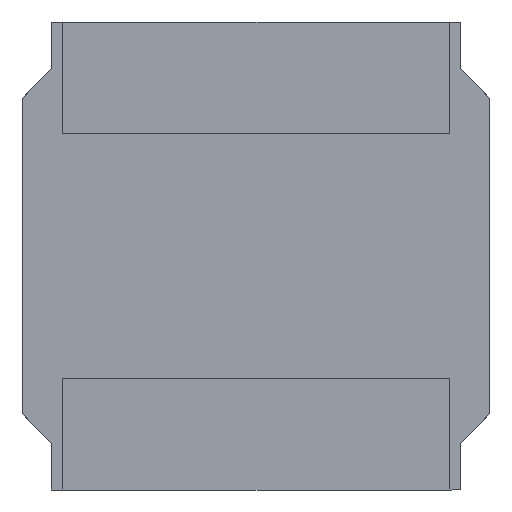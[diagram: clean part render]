
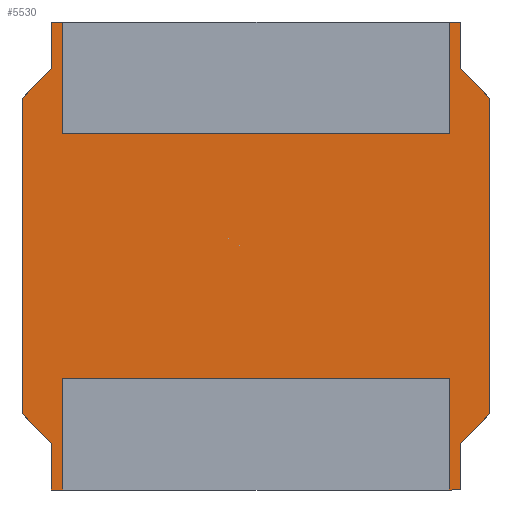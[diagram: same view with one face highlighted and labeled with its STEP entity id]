
A CAD part, front view. The second image highlights one B-rep face of the part: STEP entity #5530.
In plain terms, the highlighted planar face has unit normal (0, -1, 0).
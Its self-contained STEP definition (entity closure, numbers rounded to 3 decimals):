
#146=CARTESIAN_POINT ( 'NONE',  ( 1.65, 0., -2. ) );
#210=DIRECTION ( 'NONE',  ( 0., 0., 1. ) );
#670=LINE ( 'NONE', #671, #4358 );
#671=CARTESIAN_POINT ( 'NONE',  ( -1.75, 0., 2. ) );
#672=DIRECTION ( 'NONE',  ( 1., 0., 0. ) );
#681=LINE ( 'NONE', #682, #4249 );
#682=CARTESIAN_POINT ( 'NONE',  ( 1.75, 0., 2. ) );
#683=DIRECTION ( 'NONE',  ( 0., 0., -1. ) );
#684=LINE ( 'NONE', #685, #1170 );
#685=CARTESIAN_POINT ( 'NONE',  ( -2., 0., -1.35 ) );
#686=LINE ( 'NONE', #687, #4254 );
#687=CARTESIAN_POINT ( 'NONE',  ( -1.75, 0., -1.6 ) );
#688=DIRECTION ( 'NONE',  ( -0.707, 0., 0.707 ) );
#689=LINE ( 'NONE', #690, #4256 );
#690=CARTESIAN_POINT ( 'NONE',  ( -1.75, 0., -2. ) );
#691=DIRECTION ( 'NONE',  ( 0., 0., 1. ) );
#692=LINE ( 'NONE', #690, #4363 );
#693=DIRECTION ( 'NONE',  ( -1., 0., 0. ) );
#694=LINE ( 'NONE', #695, #4273 );
#695=CARTESIAN_POINT ( 'NONE',  ( -1.65, 0., -2. ) );
#696=DIRECTION ( 'NONE',  ( 0., 0., -1. ) );
#852=LINE ( 'NONE', #853, #4362 );
#853=CARTESIAN_POINT ( 'NONE',  ( -1.75, 0., 1.6 ) );
#854=DIRECTION ( 'NONE',  ( 0.707, 0., 0.707 ) );
#855=LINE ( 'NONE', #856, #4275 );
#856=CARTESIAN_POINT ( 'NONE',  ( 1.65, 0., 2. ) );
#857=DIRECTION ( 'NONE',  ( 0., 0., 1. ) );
#858=LINE ( 'NONE', #859, #4272 );
#859=CARTESIAN_POINT ( 'NONE',  ( -1.65, 0., 1.05 ) );
#860=DIRECTION ( 'NONE',  ( 1., 0., 0. ) );
#861=LINE ( 'NONE', #862, #4361 );
#862=CARTESIAN_POINT ( 'NONE',  ( -1.65, 0., 2. ) );
#863=DIRECTION ( 'NONE',  ( 0., 0., -1. ) );
#951=CARTESIAN_POINT ( 'NONE',  ( 1.65, 0., 1.05 ) );
#956=CARTESIAN_POINT ( 'NONE',  ( -1.65, 0., 2. ) );
#962=CARTESIAN_POINT ( 'NONE',  ( 1.65, 0., -1.05 ) );
#1049=CARTESIAN_POINT ( 'NONE',  ( -2., 0., 1.35 ) );
#1052=CARTESIAN_POINT ( 'NONE',  ( 1.75, 0., -1.6 ) );
#1170=VECTOR ( 'NONE', #210, 1000. );
#2111=DIRECTION ( 'NONE',  ( -1., 0., 0. ) );
#2115=DIRECTION ( 'NONE',  ( 0., 0., 1. ) );
#2123=DIRECTION ( 'NONE',  ( 0., -1., 0. ) );
#2124=DIRECTION ( 'NONE',  ( 0., 0., -1. ) );
#2640=ORIENTED_EDGE ( 'NONE', *, *, #3045, .F. );
#2641=ORIENTED_EDGE ( 'NONE', *, *, #3031, .F. );
#2642=ORIENTED_EDGE ( 'NONE', *, *, #3043, .F. );
#2644=ORIENTED_EDGE ( 'NONE', *, *, #3052, .F. );
#2645=ORIENTED_EDGE ( 'NONE', *, *, #3050, .F. );
#2652=ORIENTED_EDGE ( 'NONE', *, *, #3047, .F. );
#2657=ORIENTED_EDGE ( 'NONE', *, *, #3032, .F. );
#2659=ORIENTED_EDGE ( 'NONE', *, *, #3048, .F. );
#2662=ORIENTED_EDGE ( 'NONE', *, *, #3025, .F. );
#3025=EDGE_CURVE ( 'NONE', #4003, #4849, #670, .T. );
#3030=EDGE_CURVE ( 'NONE', #4849, #4015, #681, .T. );
#3031=EDGE_CURVE ( 'NONE', #4008, #4951, #684, .T. );
#3032=EDGE_CURVE ( 'NONE', #4767, #4008, #686, .T. );
#3033=EDGE_CURVE ( 'NONE', #4004, #4767, #689, .T. );
#3034=EDGE_CURVE ( 'NONE', #4949, #4004, #692, .T. );
#3035=EDGE_CURVE ( 'NONE', #4005, #4949, #694, .T. );
#3043=EDGE_CURVE ( 'NONE', #4951, #4965, #852, .T. );
#3045=EDGE_CURVE ( 'NONE', #4739, #4003, #855, .T. );
#3047=EDGE_CURVE ( 'NONE', #4823, #4739, #858, .T. );
#3048=EDGE_CURVE ( 'NONE', #4754, #4823, #861, .T. );
#3050=EDGE_CURVE ( 'NONE', #4032, #4754, #670, .T. );
#3052=EDGE_CURVE ( 'NONE', #4965, #4032, #5349, .T. );
#3053=EDGE_CURVE ( 'NONE', #4015, #3975, #5351, .T. );
#3284=CARTESIAN_POINT ( 'NONE',  ( 2., 0., 1.35 ) );
#3305=CARTESIAN_POINT ( 'NONE',  ( 1.65, 0., 2. ) );
#3306=CARTESIAN_POINT ( 'NONE',  ( -1.65, 0., -1.05 ) );
#3309=CARTESIAN_POINT ( 'NONE',  ( 1.75, 0., 1.6 ) );
#3313=CARTESIAN_POINT ( 'NONE',  ( 1.75, 0., -2. ) );
#3314=CARTESIAN_POINT ( 'NONE',  ( 2., 0., -1.35 ) );
#3608=VECTOR ( 'NONE', #5215, 1000. );
#3920=PLANE ( 'NONE',  #5016 );
#3921=CARTESIAN_POINT ( 'NONE',  ( 0., 0., 0. ) );
#3975=VERTEX_POINT ( 'NONE', #3284 );
#3998=EDGE_LOOP ( 'NONE', ( #5191, #5194, #5184, #5193, #5201, #5189, #5198, #5176, #2662, #2640, #2652, #2659, #2645, #2644, #2642, #2641, #2657, #5181, #5173, #5175 ) );
#4003=VERTEX_POINT ( 'NONE', #3305 );
#4004=VERTEX_POINT ( 'NONE', #690 );
#4005=VERTEX_POINT ( 'NONE', #3306 );
#4008=VERTEX_POINT ( 'NONE', #685 );
#4015=VERTEX_POINT ( 'NONE', #3309 );
#4025=VERTEX_POINT ( 'NONE', #3313 );
#4028=VERTEX_POINT ( 'NONE', #3314 );
#4032=VERTEX_POINT ( 'NONE', #671 );
#4249=VECTOR ( 'NONE', #683, 1000. );
#4251=VECTOR ( 'NONE', #4469, 1000. );
#4254=VECTOR ( 'NONE', #688, 1000. );
#4256=VECTOR ( 'NONE', #691, 1000. );
#4267=VECTOR ( 'NONE', #2111, 1000. );
#4269=VECTOR ( 'NONE', #2115, 1000. );
#4272=VECTOR ( 'NONE', #860, 1000. );
#4273=VECTOR ( 'NONE', #696, 1000. );
#4275=VECTOR ( 'NONE', #857, 1000. );
#4357=VECTOR ( 'NONE', #5213, 1000. );
#4358=VECTOR ( 'NONE', #672, 1000. );
#4360=VECTOR ( 'NONE', #5350, 1000. );
#4361=VECTOR ( 'NONE', #863, 1000. );
#4362=VECTOR ( 'NONE', #854, 1000. );
#4363=VECTOR ( 'NONE', #693, 1000. );
#4365=VECTOR ( 'NONE', #5384, 1000. );
#4469=DIRECTION ( 'NONE',  ( 0.707, 0., -0.707 ) );
#4719=VERTEX_POINT ( 'NONE', #146 );
#4739=VERTEX_POINT ( 'NONE', #951 );
#4754=VERTEX_POINT ( 'NONE', #956 );
#4767=VERTEX_POINT ( 'NONE', #687 );
#4776=VERTEX_POINT ( 'NONE', #962 );
#4823=VERTEX_POINT ( 'NONE', #859 );
#4849=VERTEX_POINT ( 'NONE', #682 );
#4949=VERTEX_POINT ( 'NONE', #695 );
#4951=VERTEX_POINT ( 'NONE', #1049 );
#4955=VERTEX_POINT ( 'NONE', #1052 );
#4965=VERTEX_POINT ( 'NONE', #853 );
#5004=FACE_OUTER_BOUND ( 'NONE', #3998, .T. );
#5016=AXIS2_PLACEMENT_3D ( 'NONE', #3921, #2123, #2124 );
#5173=ORIENTED_EDGE ( 'NONE', *, *, #3034, .F. );
#5175=ORIENTED_EDGE ( 'NONE', *, *, #3035, .F. );
#5176=ORIENTED_EDGE ( 'NONE', *, *, #3030, .F. );
#5181=ORIENTED_EDGE ( 'NONE', *, *, #3033, .F. );
#5184=ORIENTED_EDGE ( 'NONE', *, *, #5848, .F. );
#5189=ORIENTED_EDGE ( 'NONE', *, *, #5842, .F. );
#5191=ORIENTED_EDGE ( 'NONE', *, *, #5850, .F. );
#5193=ORIENTED_EDGE ( 'NONE', *, *, #5846, .F. );
#5194=ORIENTED_EDGE ( 'NONE', *, *, #5852, .F. );
#5198=ORIENTED_EDGE ( 'NONE', *, *, #3053, .F. );
#5201=ORIENTED_EDGE ( 'NONE', *, *, #5845, .F. );
#5213=DIRECTION ( 'NONE',  ( -0.707, 0., -0.707 ) );
#5214=LINE ( 'NONE', #3313, #3608 );
#5215=DIRECTION ( 'NONE',  ( 0., 0., -1. ) );
#5246=LINE ( 'NONE', #5247, #4267 );
#5247=CARTESIAN_POINT ( 'NONE',  ( -1.65, 0., -1.05 ) );
#5249=LINE ( 'NONE', #146, #4269 );
#5349=LINE ( 'NONE', #671, #4360 );
#5350=DIRECTION ( 'NONE',  ( 0., 0., 1. ) );
#5351=LINE ( 'NONE', #3309, #4251 );
#5384=DIRECTION ( 'NONE',  ( 0., 0., -1. ) );
#5530=ADVANCED_FACE ( 'NONE', ( #5004 ), #3920, .T. );
#5794=LINE ( 'NONE', #3314, #4365 );
#5795=LINE ( 'NONE', #1052, #4357 );
#5842=EDGE_CURVE ( 'NONE', #3975, #4028, #5794, .T. );
#5845=EDGE_CURVE ( 'NONE', #4028, #4955, #5795, .T. );
#5846=EDGE_CURVE ( 'NONE', #4955, #4025, #5214, .T. );
#5848=EDGE_CURVE ( 'NONE', #4025, #4719, #692, .T. );
#5850=EDGE_CURVE ( 'NONE', #4776, #4005, #5246, .T. );
#5852=EDGE_CURVE ( 'NONE', #4719, #4776, #5249, .T. );
